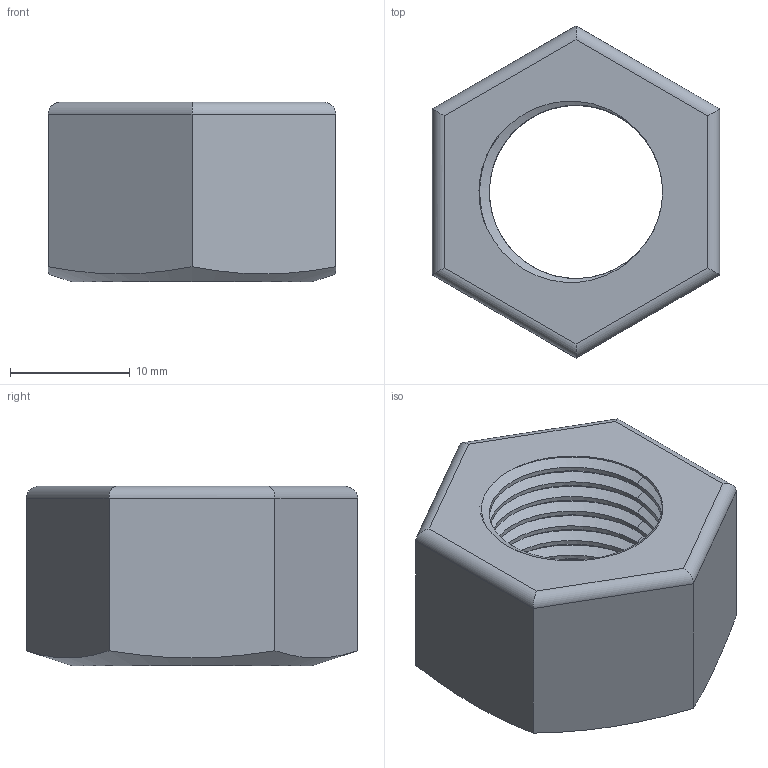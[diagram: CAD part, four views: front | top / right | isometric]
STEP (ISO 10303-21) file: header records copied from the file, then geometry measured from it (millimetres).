
FILE_DESCRIPTION(('FreeCAD Model'),'2;1');
FILE_NAME('Open CASCADE Shape Model','2025-12-28T05:50:55',(''),(''), 'Open CASCADE STEP processor 7.8','FreeCAD','Unknown');
FILE_SCHEMA(('AUTOMOTIVE_DESIGN { 1 0 10303 214 1 1 1 1 }'));
Length unit declared in the file: millimetre
Products named in the file (2): Part; Nut
Assembly tree (1 placements, depth 2):
  Part
    Nut
Bounding box: 24 x 27.71 x 15 mm (x, y, z)
Volume: 4654.9 mm3; surface area: 2970.1 mm2
Topology: 1 solids, 1 shells, 60 faces, 128 edges, 70 vertices
Faces by surface type: bspline 33, cylinder 18, plane 8, cone 1
Full cylindrical faces by diameter (mm): 14.476 x10
Entity records: 4983 total; most frequent: CARTESIAN_POINT 3948, ORIENTED_EDGE 256, EDGE_CURVE 128, DIRECTION 124, VERTEX_POINT 70, FACE_BOUND 62, EDGE_LOOP 62, ADVANCED_FACE 60
